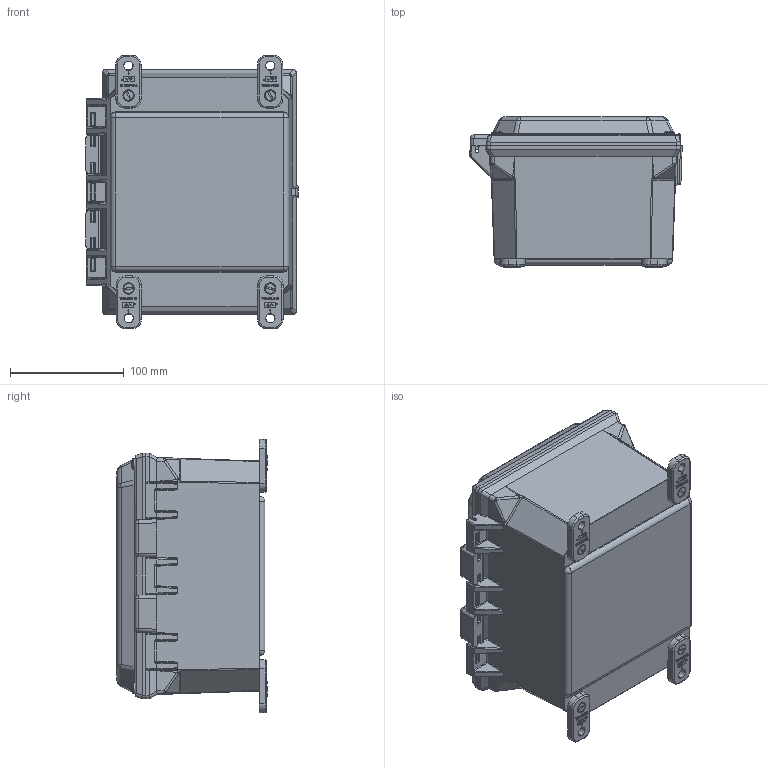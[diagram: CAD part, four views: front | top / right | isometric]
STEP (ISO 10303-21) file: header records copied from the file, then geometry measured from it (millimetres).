
FILE_DESCRIPTION (( 'STEP AP203' ), '1' );
FILE_NAME ('AMU864.step', '2014-05-09T13:37:47', ( '' ), ( '' ), 'SwSTEP 2.0', 'SolidWorks 2014', '' );
FILE_SCHEMA (( 'CONFIG_CONTROL_DESIGN' ));
Length unit declared in the file: inch
Products named in the file (9): 55-1032516_PreviewCfg; 70-006ORING; 2407001_box; AMU864; 2409001_part; 55-103275316_PreviewCfg; 2381001; 55-103212; 70-60821-1
Assembly tree (23 placements, depth 2):
  AMU864
    2407001_box
    2409001_part
    55-103275316_PreviewCfg  x4
    2381001  x4
    55-103212  x4
    70-60821-1
    55-1032516_PreviewCfg  x4
    70-006ORING  x4
Bounding box: 186.92 x 131.98 x 240.48 mm (x, y, z)
Volume: 659983.2 mm3; surface area: 390754.6 mm2
Topology: 23 solids, 23 shells, 3548 faces, 8954 edges, 5684 vertices
Faces by surface type: plane 1887, bspline 712, cylinder 607, torus 150, cone 108, sphere 84
Entity records: 111024 total; most frequent: CARTESIAN_POINT 47301, ORIENTED_EDGE 14132, DIRECTION 10965, EDGE_CURVE 7066, VERTEX_POINT 4484, VECTOR 4391, LINE 4391, AXIS2_PLACEMENT_3D 3287
